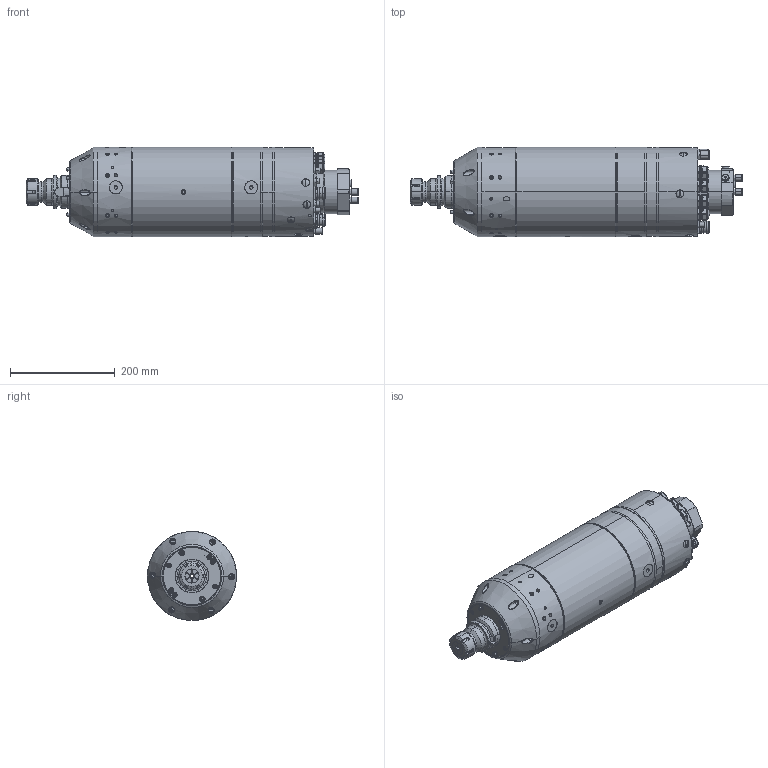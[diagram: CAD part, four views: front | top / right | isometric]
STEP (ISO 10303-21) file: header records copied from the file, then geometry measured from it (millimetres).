
FILE_DESCRIPTION (( 'STEP AP203' ), '1' );
FILE_NAME ('170AI20BH-02-.STEP', '2012-09-27T05:59:23', ( '' ), ( '' ), 'SwSTEP 2.0', 'SolidWorks 2012', '' );
FILE_SCHEMA (( 'CONFIG_CONTROL_DESIGN' ));
Length unit declared in the file: millimetre
Products named in the file (1): 170AI20BH-02-
Bounding box: 633.63 x 170 x 170 mm (x, y, z)
Surface area: 426875.7 mm2 (no closed solid volume)
Topology: 0 solids, 168 shells, 1590 faces, 4886 edges, 3461 vertices
Faces by surface type: plane 654, cylinder 616, cone 139, torus 133, bspline 24, sphere 24
Entity records: 61713 total; most frequent: CARTESIAN_POINT 17400, DIRECTION 9911, ORIENTED_EDGE 7778, EDGE_CURVE 4832, AXIS2_PLACEMENT_3D 3832, VERTEX_POINT 3449, CIRCLE 2265, VECTOR 2247
